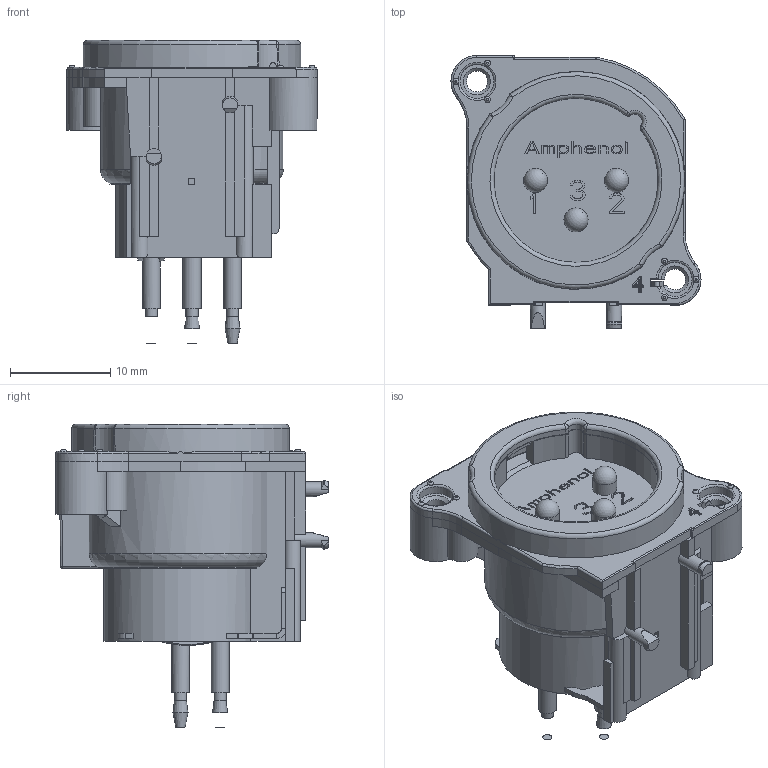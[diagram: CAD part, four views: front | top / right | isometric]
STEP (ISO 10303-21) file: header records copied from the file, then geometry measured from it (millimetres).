
FILE_DESCRIPTION(/* description */ (''),/* implementation_level */ '2;1');
FILE_NAME(/* name */ 'AC3MBV1-AU-PRE.stp',/* time_stamp */ '2025-07-14T15:29:13+10:00',/* author */ ('justin'),/* organization */ (''),/* preprocessor_version */ 'ST-DEVELOPER v18.1',/* originating_system */ 'Autodesk Inventor 2022',/* authorisation */ '');
FILE_SCHEMA (('AUTOMOTIVE_DESIGN { 1 0 10303 214 3 1 1 }'));
Length unit declared in the file: millimetre
Products named in the file (1): AC3MBV1-AU-PRE simplified
Bounding box: 25 x 27.3 x 30.32 mm (x, y, z)
Volume: 5705.9 mm3; surface area: 4799 mm2
Topology: 1 solids, 5 shells, 894 faces, 2451 edges, 1576 vertices
Faces by surface type: plane 592, cylinder 194, torus 32, cone 30, sphere 29, bspline 17
Full cylindrical faces by diameter (mm): 1.2 x3, 1.3 x2, 1.5 x2, 1.8 x3, 2.1 x1, 2.4 x3, 3 x1, 3.4 x1
Entity records: 30559 total; most frequent: CARTESIAN_POINT 6797, ORIENTED_EDGE 4892, DIRECTION 4647, EDGE_CURVE 2446, LINE 1719, VECTOR 1719, VERTEX_POINT 1576, AXIS2_PLACEMENT_3D 1464
